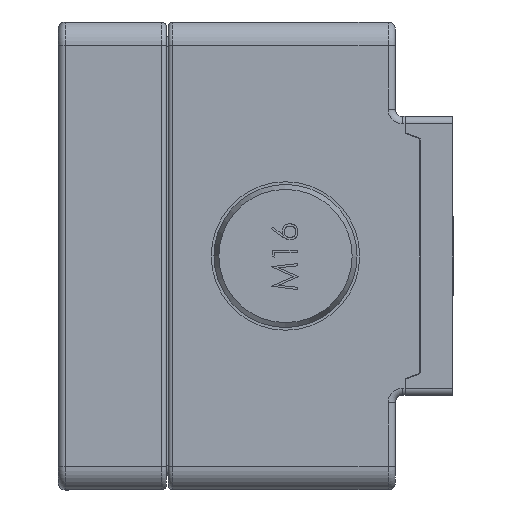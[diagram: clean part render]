
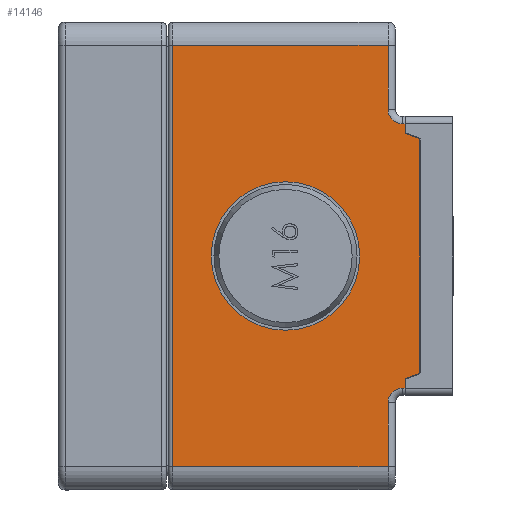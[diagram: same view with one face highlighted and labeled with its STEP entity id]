
A CAD part, left-side view. The second image highlights one B-rep face of the part: STEP entity #14146.
In plain terms, the highlighted planar face has unit normal (-1, 0, 0).
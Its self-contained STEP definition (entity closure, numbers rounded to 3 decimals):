
#54=FACE_BOUND('',#1722,.T.);
#921=FACE_OUTER_BOUND('',#1721,.T.);
#1721=EDGE_LOOP('',(#11103,#11104,#11105,#11106,#11107,#11108,#11109,#11110,
#11111,#11112,#11113,#11114,#11115,#11116,#11117,#11118));
#1722=EDGE_LOOP('',(#11119,#11120));
#2873=LINE('',#23229,#4230);
#2877=LINE('',#23236,#4234);
#2938=LINE('',#23375,#4295);
#2941=LINE('',#23380,#4298);
#2942=LINE('',#23382,#4299);
#2943=LINE('',#23383,#4300);
#2944=LINE('',#23385,#4301);
#2945=LINE('',#23389,#4302);
#2946=LINE('',#23391,#4303);
#2947=LINE('',#23393,#4304);
#2948=LINE('',#23395,#4305);
#2949=LINE('',#23397,#4306);
#2950=LINE('',#23400,#4307);
#2951=LINE('',#23401,#4308);
#4230=VECTOR('',#18181,10.);
#4234=VECTOR('',#18185,10.);
#4295=VECTOR('',#18310,10.);
#4298=VECTOR('',#18315,10.);
#4299=VECTOR('',#18316,10.);
#4300=VECTOR('',#18317,10.);
#4301=VECTOR('',#18318,10.);
#4302=VECTOR('',#18321,10.);
#4303=VECTOR('',#18322,10.);
#4304=VECTOR('',#18323,10.);
#4305=VECTOR('',#18324,10.);
#4306=VECTOR('',#18325,10.);
#4307=VECTOR('',#18328,10.);
#4308=VECTOR('',#18329,10.);
#5253=CIRCLE('',#15352,1.6);
#5254=CIRCLE('',#15353,1.6);
#5255=CIRCLE('',#15354,8.25);
#5256=CIRCLE('',#15355,8.25);
#6233=VERTEX_POINT('',#22802);
#6277=VERTEX_POINT('',#22910);
#6342=VERTEX_POINT('',#23212);
#6344=VERTEX_POINT('',#23218);
#6347=VERTEX_POINT('',#23228);
#6350=VERTEX_POINT('',#23234);
#6396=VERTEX_POINT('',#23374);
#6398=VERTEX_POINT('',#23381);
#6399=VERTEX_POINT('',#23384);
#6400=VERTEX_POINT('',#23386);
#6401=VERTEX_POINT('',#23388);
#6402=VERTEX_POINT('',#23390);
#6403=VERTEX_POINT('',#23392);
#6404=VERTEX_POINT('',#23394);
#6405=VERTEX_POINT('',#23396);
#6406=VERTEX_POINT('',#23398);
#6407=VERTEX_POINT('',#23402);
#6408=VERTEX_POINT('',#23403);
#8061=EDGE_CURVE('',#6342,#6347,#2873,.T.);
#8065=EDGE_CURVE('',#6350,#6344,#2877,.T.);
#8136=EDGE_CURVE('',#6277,#6396,#2938,.T.);
#8139=EDGE_CURVE('',#6277,#6233,#2941,.T.);
#8140=EDGE_CURVE('',#6398,#6233,#2942,.T.);
#8141=EDGE_CURVE('',#6344,#6398,#2943,.T.);
#8142=EDGE_CURVE('',#6399,#6350,#2944,.T.);
#8143=EDGE_CURVE('',#6400,#6399,#5253,.T.);
#8144=EDGE_CURVE('',#6401,#6400,#2945,.T.);
#8145=EDGE_CURVE('',#6402,#6401,#2946,.T.);
#8146=EDGE_CURVE('',#6403,#6402,#2947,.T.);
#8147=EDGE_CURVE('',#6404,#6403,#2948,.T.);
#8148=EDGE_CURVE('',#6405,#6404,#2949,.T.);
#8149=EDGE_CURVE('',#6406,#6405,#5254,.T.);
#8150=EDGE_CURVE('',#6347,#6406,#2950,.T.);
#8151=EDGE_CURVE('',#6396,#6342,#2951,.T.);
#8152=EDGE_CURVE('',#6407,#6408,#5255,.T.);
#8153=EDGE_CURVE('',#6408,#6407,#5256,.T.);
#11103=ORIENTED_EDGE('',*,*,#8139,.T.);
#11104=ORIENTED_EDGE('',*,*,#8140,.F.);
#11105=ORIENTED_EDGE('',*,*,#8141,.F.);
#11106=ORIENTED_EDGE('',*,*,#8065,.F.);
#11107=ORIENTED_EDGE('',*,*,#8142,.F.);
#11108=ORIENTED_EDGE('',*,*,#8143,.F.);
#11109=ORIENTED_EDGE('',*,*,#8144,.F.);
#11110=ORIENTED_EDGE('',*,*,#8145,.F.);
#11111=ORIENTED_EDGE('',*,*,#8146,.F.);
#11112=ORIENTED_EDGE('',*,*,#8147,.F.);
#11113=ORIENTED_EDGE('',*,*,#8148,.F.);
#11114=ORIENTED_EDGE('',*,*,#8149,.F.);
#11115=ORIENTED_EDGE('',*,*,#8150,.F.);
#11116=ORIENTED_EDGE('',*,*,#8061,.F.);
#11117=ORIENTED_EDGE('',*,*,#8151,.F.);
#11118=ORIENTED_EDGE('',*,*,#8136,.F.);
#11119=ORIENTED_EDGE('',*,*,#8152,.T.);
#11120=ORIENTED_EDGE('',*,*,#8153,.T.);
#13545=PLANE('',#15351);
#14146=ADVANCED_FACE('',(#921,#54),#13545,.F.);
#15351=AXIS2_PLACEMENT_3D('',#23379,#18313,#18314);
#15352=AXIS2_PLACEMENT_3D('',#23387,#18319,#18320);
#15353=AXIS2_PLACEMENT_3D('',#23399,#18326,#18327);
#15354=AXIS2_PLACEMENT_3D('',#23404,#18330,#18331);
#15355=AXIS2_PLACEMENT_3D('',#23405,#18332,#18333);
#18181=DIRECTION('',(0.,0.,-1.));
#18185=DIRECTION('',(0.,0.,-1.));
#18310=DIRECTION('',(0.,0.94,-0.342));
#18313=DIRECTION('center_axis',(1.,0.,0.));
#18314=DIRECTION('ref_axis',(0.,0.,-1.));
#18315=DIRECTION('',(0.,0.,1.));
#18316=DIRECTION('',(0.,-0.94,-0.342));
#18317=DIRECTION('',(0.,0.,-1.));
#18318=DIRECTION('',(0.,-1.,0.));
#18319=DIRECTION('center_axis',(-1.,0.,0.));
#18320=DIRECTION('ref_axis',(0.,0.707,-0.707));
#18321=DIRECTION('',(0.,0.,-1.));
#18322=DIRECTION('',(0.,-1.,0.));
#18323=DIRECTION('',(0.,0.,1.));
#18324=DIRECTION('',(0.,1.,0.));
#18325=DIRECTION('',(0.,0.,-1.));
#18326=DIRECTION('center_axis',(-1.,0.,0.));
#18327=DIRECTION('ref_axis',(0.,0.707,0.707));
#18328=DIRECTION('',(0.,1.,0.));
#18329=DIRECTION('',(0.,0.,-1.));
#18330=DIRECTION('center_axis',(1.,0.,0.));
#18331=DIRECTION('ref_axis',(0.,-1.,0.));
#18332=DIRECTION('center_axis',(1.,0.,0.));
#18333=DIRECTION('ref_axis',(0.,-1.,0.));
#22802=CARTESIAN_POINT('',(-88.318,-20.797,13.036));
#22910=CARTESIAN_POINT('',(-88.318,-20.797,-13.036));
#23212=CARTESIAN_POINT('',(-88.318,-19.197,-13.682));
#23218=CARTESIAN_POINT('',(-88.318,-19.197,13.682));
#23228=CARTESIAN_POINT('',(-88.318,-19.197,-14.7));
#23229=CARTESIAN_POINT('',(-88.318,-19.197,-13.619));
#23234=CARTESIAN_POINT('',(-88.318,-19.197,14.7));
#23236=CARTESIAN_POINT('',(-88.318,-19.197,15.5));
#23374=CARTESIAN_POINT('',(-88.318,-19.197,-13.619));
#23375=CARTESIAN_POINT('',(-88.318,-20.897,-13.));
#23379=CARTESIAN_POINT('Origin',(-88.318,-1.914,0.));
#23380=CARTESIAN_POINT('',(-88.318,-20.797,6.55));
#23381=CARTESIAN_POINT('',(-88.318,-19.197,13.619));
#23382=CARTESIAN_POINT('',(-88.318,-19.197,13.619));
#23383=CARTESIAN_POINT('',(-88.318,-19.197,15.5));
#23384=CARTESIAN_POINT('',(-88.318,-18.897,14.7));
#23385=CARTESIAN_POINT('',(-88.318,-10.406,14.7));
#23386=CARTESIAN_POINT('',(-88.318,-17.297,16.3));
#23387=CARTESIAN_POINT('Origin',(-88.318,-18.897,16.3));
#23388=CARTESIAN_POINT('',(-88.318,-17.297,23.4));
#23389=CARTESIAN_POINT('',(-88.318,-17.297,13.));
#23390=CARTESIAN_POINT('',(-88.318,6.653,23.4));
#23391=CARTESIAN_POINT('',(-88.318,2.619,23.4));
#23392=CARTESIAN_POINT('',(-88.318,6.653,-23.4));
#23393=CARTESIAN_POINT('',(-88.318,6.653,12.2));
#23394=CARTESIAN_POINT('',(-88.318,-17.297,-23.4));
#23395=CARTESIAN_POINT('',(-88.318,-10.006,-23.4));
#23396=CARTESIAN_POINT('',(-88.318,-17.297,-16.3));
#23397=CARTESIAN_POINT('',(-88.318,-17.297,-8.15));
#23398=CARTESIAN_POINT('',(-88.318,-18.897,-14.7));
#23399=CARTESIAN_POINT('Origin',(-88.318,-18.897,-16.3));
#23400=CARTESIAN_POINT('',(-88.318,-10.556,-14.7));
#23401=CARTESIAN_POINT('',(-88.318,-19.197,-13.619));
#23402=CARTESIAN_POINT('',(-88.318,-14.147,0.));
#23403=CARTESIAN_POINT('',(-88.318,2.353,0.));
#23404=CARTESIAN_POINT('Origin',(-88.318,-5.897,0.));
#23405=CARTESIAN_POINT('Origin',(-88.318,-5.897,0.));
